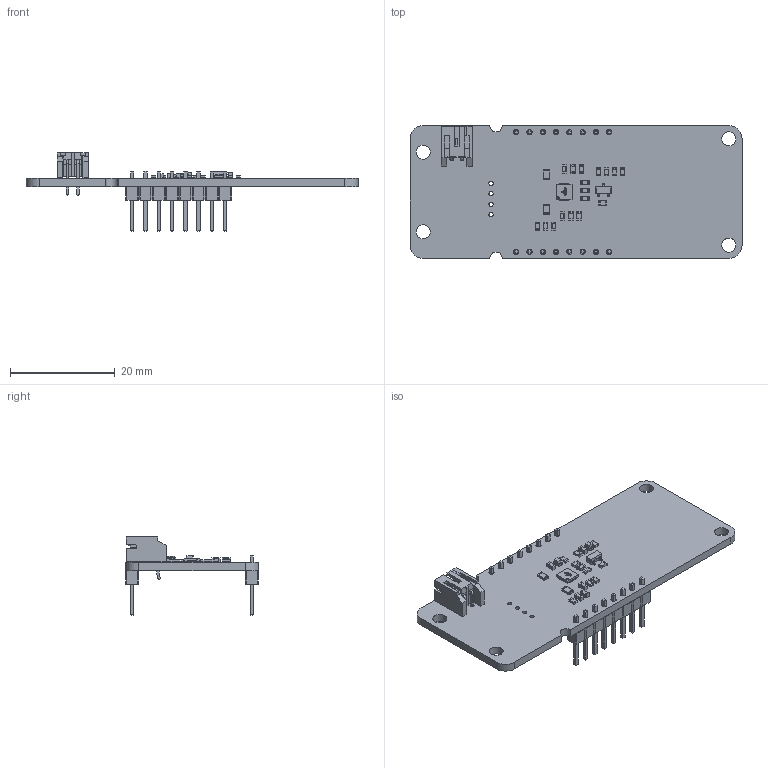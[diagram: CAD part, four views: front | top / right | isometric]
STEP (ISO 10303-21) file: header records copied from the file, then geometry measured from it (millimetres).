
FILE_DESCRIPTION(('KiCad electronic assembly'),'2;1');
FILE_NAME('TMC2300-THERMO-BOB v1.2.step','2020-01-16T16:23:13',( 'An Author'),('A Company'),'Open CASCADE STEP processor 6.9', 'KiCad to STEP converter','Unknown');
FILE_SCHEMA(('AUTOMOTIVE_DESIGN { 1 0 10303 214 1 1 1 1 }'));
Length unit declared in the file: millimetre
Products named in the file (18): Open CASCADE STEP translator 6.9 1; QFN20_3x3mm_0,4mm_pitch; COMPOUND; SOT-23; SOLID; LED_0603_1608Metric; R_0603_1608Metric; R_0805_2012Metric; PinHeader_1x08_P2.54mm_Vertical; JST_PH_S2B-PH-K_1x02_P2.00mm_Horizontal; C_0603_1608Metric
Assembly tree (33 placements, depth 3):
  Open CASCADE STEP translator 6.9 1
    QFN20_3x3mm_0,4mm_pitch
      COMPOUND
    SOT-23
      SOLID
    LED_0603_1608Metric  x2
      SOLID
    R_0603_1608Metric  x10
      SOLID
    R_0805_2012Metric  x2
      SOLID
    PinHeader_1x08_P2.54mm_Vertical  x2
      SOLID
    JST_PH_S2B-PH-K_1x02_P2.00mm_Horizontal
      SOLID
    C_0603_1608Metric  x5
      SOLID
    COMPOUND
Bounding box: 63.5 x 25.4 x 15.09 mm (x, y, z)
Volume: 2941.5 mm3; surface area: 4863.9 mm2
Topology: 46 solids, 46 shells, 1975 faces, 5173 edges, 3364 vertices
Faces by surface type: plane 1720, cylinder 222, bspline 27, sphere 4, torus 2
Full cylindrical faces by diameter (mm): 0.75 x2, 0.8 x4, 1 x16, 2.7 x4
Entity records: 92720 total; most frequent: CARTESIAN_POINT 15385, DIRECTION 13550, LINE 10323, VECTOR 10323, ORIENTED_EDGE 7192, PCURVE 7192, DEFINITIONAL_REPRESENTATION 7192, EDGE_CURVE 3596
